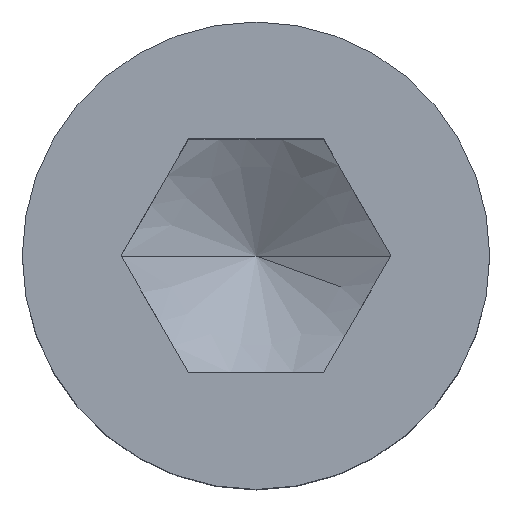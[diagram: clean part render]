
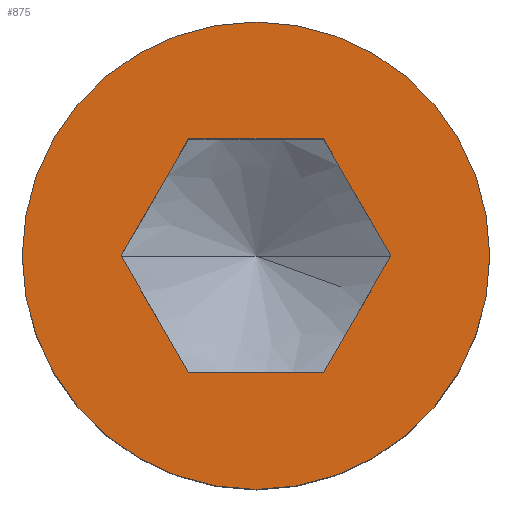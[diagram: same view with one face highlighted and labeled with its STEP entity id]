
A CAD part, top view. The second image highlights one B-rep face of the part: STEP entity #875.
In plain terms, the highlighted planar face has unit normal (0, 0, 1).
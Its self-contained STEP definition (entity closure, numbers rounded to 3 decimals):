
#783=EDGE_CURVE('',#1705,#1617,#2099,.T.);
#875=ADVANCED_FACE('',(#2197,#2198),#2199,.T.);
#879=VERTEX_POINT('',#2203);
#881=EDGE_CURVE('',#1613,#1437,#2205,.T.);
#1255=EDGE_CURVE('',#1617,#1705,#2615,.T.);
#1375=EDGE_CURVE('',#1413,#1613,#2753,.T.);
#1397=EDGE_CURVE('',#1541,#1413,#2779,.T.);
#1413=VERTEX_POINT('',#2798);
#1437=VERTEX_POINT('',#2825);
#1469=EDGE_CURVE('',#1437,#879,#2860,.T.);
#1505=EDGE_CURVE('',#879,#1829,#2900,.T.);
#1541=VERTEX_POINT('',#2941);
#1613=VERTEX_POINT('',#3023);
#1617=VERTEX_POINT('',#3027);
#1705=VERTEX_POINT('',#3128);
#1829=VERTEX_POINT('',#3267);
#1839=EDGE_CURVE('',#1829,#1541,#3278,.T.);
#2099=CIRCLE('',#3615,8.);
#2197=FACE_BOUND('',#3761,.T.);
#2198=FACE_OUTER_BOUND('',#3762,.T.);
#2199=PLANE('',#3763);
#2203=CARTESIAN_POINT('',(4.619,0.0,10.0));
#2205=LINE('',#3772,#3773);
#2615=CIRCLE('',#4360,8.);
#2753=LINE('',#4566,#4567);
#2779=LINE('',#4601,#4602);
#2798=CARTESIAN_POINT('',(-4.619,0.0,10.0));
#2825=CARTESIAN_POINT('',(2.309,4.0,10.0));
#2860=LINE('',#4718,#4719);
#2900=LINE('',#4778,#4779);
#2941=CARTESIAN_POINT('',(-2.309,-4.0,10.0));
#3023=CARTESIAN_POINT('',(-2.309,4.0,10.0));
#3027=CARTESIAN_POINT('',(8.0,0.,10.));
#3128=CARTESIAN_POINT('',(-8.,0.,10.));
#3267=CARTESIAN_POINT('',(2.309,-4.0,10.0));
#3278=LINE('',#5293,#5294);
#3615=AXIS2_PLACEMENT_3D('',#5600,#5601,#5602);
#3761=EDGE_LOOP('',(#5692,#5693,#5694,#5695,#5696,#5697));
#3762=EDGE_LOOP('',(#5698,#5699));
#3763=AXIS2_PLACEMENT_3D('',#5700,#5701,#5702);
#3772=CARTESIAN_POINT('',(1.155,4.0,10.0));
#3773=VECTOR('',#5704,1.0);
#4360=AXIS2_PLACEMENT_3D('',#6166,#6167,#6168);
#4566=CARTESIAN_POINT('',(-2.887,3.,10.0));
#4567=VECTOR('',#6370,1.0);
#4601=CARTESIAN_POINT('',(-4.041,-1.,10.0));
#4602=VECTOR('',#6410,1.0);
#4718=CARTESIAN_POINT('',(4.041,1.0,10.0));
#4719=VECTOR('',#6514,1.0);
#4778=CARTESIAN_POINT('',(2.887,-3.0,10.0));
#4779=VECTOR('',#6560,1.0);
#5293=CARTESIAN_POINT('',(-1.155,-4.0,10.0));
#5294=VECTOR('',#6975,1.0);
#5600=CARTESIAN_POINT('',(0.,0.,10.));
#5601=DIRECTION('',(0.0,0.0,1.0));
#5602=DIRECTION('',(-1.0,0.,0.0));
#5692=ORIENTED_EDGE('',*,*,#1397,.T.);
#5693=ORIENTED_EDGE('',*,*,#1375,.T.);
#5694=ORIENTED_EDGE('',*,*,#881,.T.);
#5695=ORIENTED_EDGE('',*,*,#1469,.T.);
#5696=ORIENTED_EDGE('',*,*,#1505,.T.);
#5697=ORIENTED_EDGE('',*,*,#1839,.T.);
#5698=ORIENTED_EDGE('',*,*,#783,.T.);
#5699=ORIENTED_EDGE('',*,*,#1255,.T.);
#5700=CARTESIAN_POINT('',(-6.31,0.,10.));
#5701=DIRECTION('',(0.0,0.0,1.0));
#5702=DIRECTION('',(-1.0,0.,0.0));
#5704=DIRECTION('',(1.0,0.0,0.0));
#6166=CARTESIAN_POINT('',(0.,0.,10.));
#6167=DIRECTION('',(0.0,0.0,1.0));
#6168=DIRECTION('',(-1.0,0.,0.0));
#6370=DIRECTION('',(0.5,0.866,0.0));
#6410=DIRECTION('',(-0.5,0.866,0.0));
#6514=DIRECTION('',(0.5,-0.866,0.0));
#6560=DIRECTION('',(-0.5,-0.866,0.0));
#6975=DIRECTION('',(-1.0,0.0,0.0));
